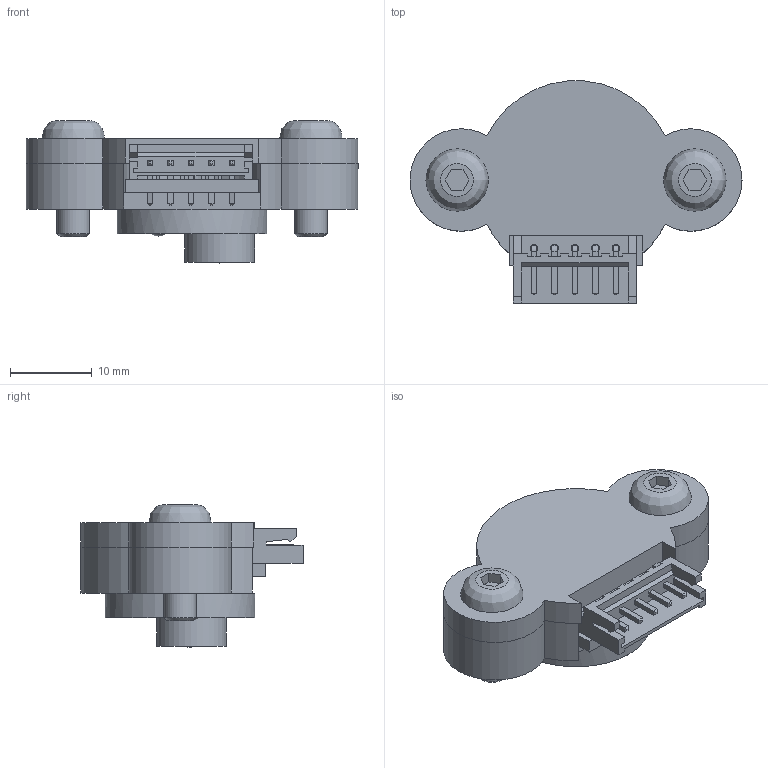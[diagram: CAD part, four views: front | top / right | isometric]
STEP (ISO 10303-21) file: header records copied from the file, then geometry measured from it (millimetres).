
FILE_DESCRIPTION(/* description */ ('','CAx-IF Rec.Pracs.---Representation and Presentation of Product Manufacturing Information (PMI)---4.0---2014-10-13'),/* implementation_level */ '2;1');
FILE_NAME(/* name */ 'CVT Sensor Module Enclosures v5.step',/* time_stamp */ '2024-12-28T22:06:00-05:00',/* author */ (''),/* organization */ (''),/* preprocessor_version */ 'ST-DEVELOPER v20',/* originating_system */ 'Autodesk Translation Framework v13.20.0.188',/* authorisation */ '');
FILE_SCHEMA (('AP242_MANAGED_MODEL_BASED_3D_ENGINEERING_MIM_LF { 1 0 10303 442 1 1 4 }'));
Length unit declared in the file: millimetre
Products named in the file (12): CVT Sensor Module Enclosures; SensorPCB 1; JST_EH_S5B-EH_1x05_P2.50mm_Horizontal; JST_S5B_EH; LED_D3.0mm_IRBlack; LED_D3.0mm_IRBlack_1; TO-92_Inline; TO-92_Inline_Narrow; LED_D5.0mm_IRGrey; LED_D5.0mm_IRGrey_1; SensorPCB_PCB; VITE_TESTA_BOMBATA_ESAGONO_INCASSATO
Assembly tree (12 placements, depth 4):
  CVT Sensor Module Enclosures
    SensorPCB 1
      JST_EH_S5B-EH_1x05_P2.50mm_Horizontal
        JST_S5B_EH
      LED_D3.0mm_IRBlack
        LED_D3.0mm_IRBlack_1
      TO-92_Inline
        TO-92_Inline_Narrow
      LED_D5.0mm_IRGrey
        LED_D5.0mm_IRGrey_1
      SensorPCB_PCB
    VITE_TESTA_BOMBATA_ESAGONO_INCASSATO  x2
Bounding box: 40.5 x 27.09 x 17.44 mm (x, y, z)
Volume: 5718.5 mm3; surface area: 6088.6 mm2
Topology: 9 solids, 9 shells, 309 faces, 768 edges, 499 vertices
Faces by surface type: plane 250, cylinder 52, cone 3, sphere 2, bspline 2
Full cylindrical faces by diameter (mm): 0.75 x3, 0.9 x4, 0.95 x5, 2.9 x1, 4 x2, 4.209 x1, 4.5 x4, 4.9 x1, 6.2 x1, 8.5 x1, 18.268 x1
Entity records: 9420 total; most frequent: CARTESIAN_POINT 1580, DIRECTION 1487, ORIENTED_EDGE 1480, EDGE_CURVE 740, LINE 629, VECTOR 629, VERTEX_POINT 482, AXIS2_PLACEMENT_3D 429
